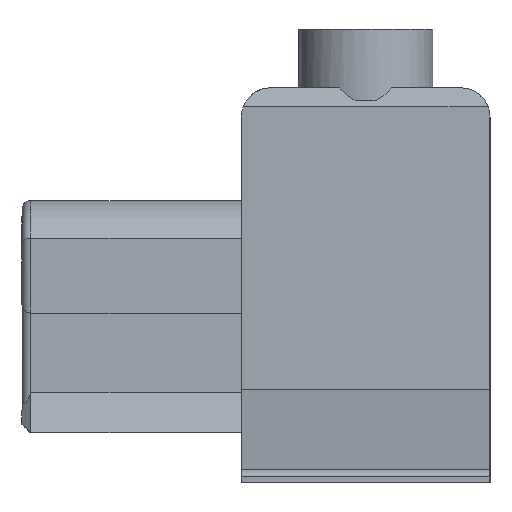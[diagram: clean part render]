
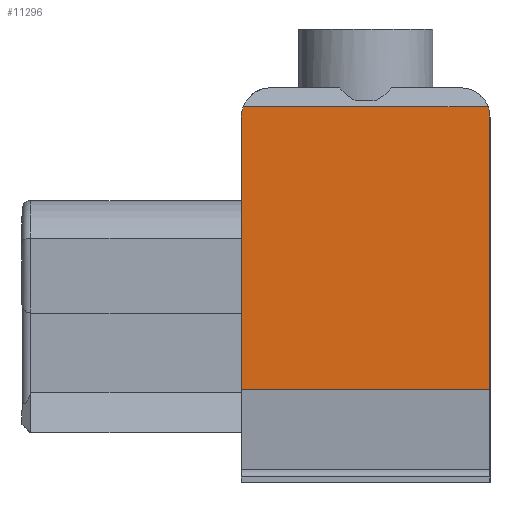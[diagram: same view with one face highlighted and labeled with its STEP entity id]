
A CAD part, left-side view. The second image highlights one B-rep face of the part: STEP entity #11296.
In plain terms, the highlighted planar face has unit normal (-1, 0, 0).
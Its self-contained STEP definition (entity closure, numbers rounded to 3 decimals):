
#376=CIRCLE('',#11886,1.);
#377=CIRCLE('',#11887,1.);
#1105=ORIENTED_EDGE('',*,*,#2989,.F.);
#1106=ORIENTED_EDGE('',*,*,#3494,.T.);
#1107=ORIENTED_EDGE('',*,*,#3081,.T.);
#1108=ORIENTED_EDGE('',*,*,#3495,.T.);
#1109=ORIENTED_EDGE('',*,*,#3496,.F.);
#1110=ORIENTED_EDGE('',*,*,#3497,.T.);
#2989=EDGE_CURVE('',#4206,#4207,#4984,.T.);
#3081=EDGE_CURVE('',#4299,#4298,#5062,.T.);
#3494=EDGE_CURVE('',#4206,#4299,#5372,.T.);
#3495=EDGE_CURVE('',#4298,#4664,#376,.T.);
#3496=EDGE_CURVE('',#4665,#4664,#5373,.T.);
#3497=EDGE_CURVE('',#4665,#4207,#377,.T.);
#4206=VERTEX_POINT('',#15019);
#4207=VERTEX_POINT('',#15021);
#4298=VERTEX_POINT('',#15204);
#4299=VERTEX_POINT('',#15206);
#4664=VERTEX_POINT('',#16055);
#4665=VERTEX_POINT('',#16057);
#4984=LINE('',#15020,#5881);
#5062=LINE('',#15205,#5959);
#5372=LINE('',#16053,#6269);
#5373=LINE('',#16056,#6270);
#5881=VECTOR('',#12542,1000.);
#5959=VECTOR('',#12650,1000.);
#6269=VECTOR('',#13306,1000.);
#6270=VECTOR('',#13309,1000.);
#6826=EDGE_LOOP('',(#1105,#1106,#1107,#1108,#1109,#1110));
#7321=FACE_BOUND('',#6826,.T.);
#7789=PLANE('',#11885);
#11296=ADVANCED_FACE('',(#7321),#7789,.T.);
#11885=AXIS2_PLACEMENT_3D('',#16052,#13304,#13305);
#11886=AXIS2_PLACEMENT_3D('',#16054,#13307,#13308);
#11887=AXIS2_PLACEMENT_3D('',#16058,#13310,#13311);
#12542=DIRECTION('',(0.,0.,1.));
#12650=DIRECTION('',(0.,0.,1.));
#13304=DIRECTION('',(-1.,0.,0.));
#13305=DIRECTION('',(0.,0.,1.));
#13306=DIRECTION('',(0.,-1.,0.));
#13307=DIRECTION('',(-1.,0.,0.));
#13308=DIRECTION('',(0.,0.,1.));
#13309=DIRECTION('',(0.,-1.,0.));
#13310=DIRECTION('',(-1.,0.,0.));
#13311=DIRECTION('',(0.,0.,1.));
#15019=CARTESIAN_POINT('',(-15.,4.25,-3.));
#15020=CARTESIAN_POINT('',(-15.,4.25,-6.2));
#15021=CARTESIAN_POINT('',(-15.,4.25,6.3));
#15204=CARTESIAN_POINT('',(-15.,-4.25,6.3));
#15205=CARTESIAN_POINT('',(-15.,-4.25,-6.2));
#15206=CARTESIAN_POINT('',(-15.,-4.25,-3.));
#16052=CARTESIAN_POINT('',(-15.,-4.25,-6.2));
#16053=CARTESIAN_POINT('',(-15.,30.778,-3.));
#16054=CARTESIAN_POINT('',(-15.,-3.25,6.3));
#16055=CARTESIAN_POINT('',(-15.,-4.187,6.65));
#16056=CARTESIAN_POINT('',(-15.,4.25,6.65));
#16057=CARTESIAN_POINT('',(-15.,4.187,6.65));
#16058=CARTESIAN_POINT('',(-15.,3.25,6.3));
